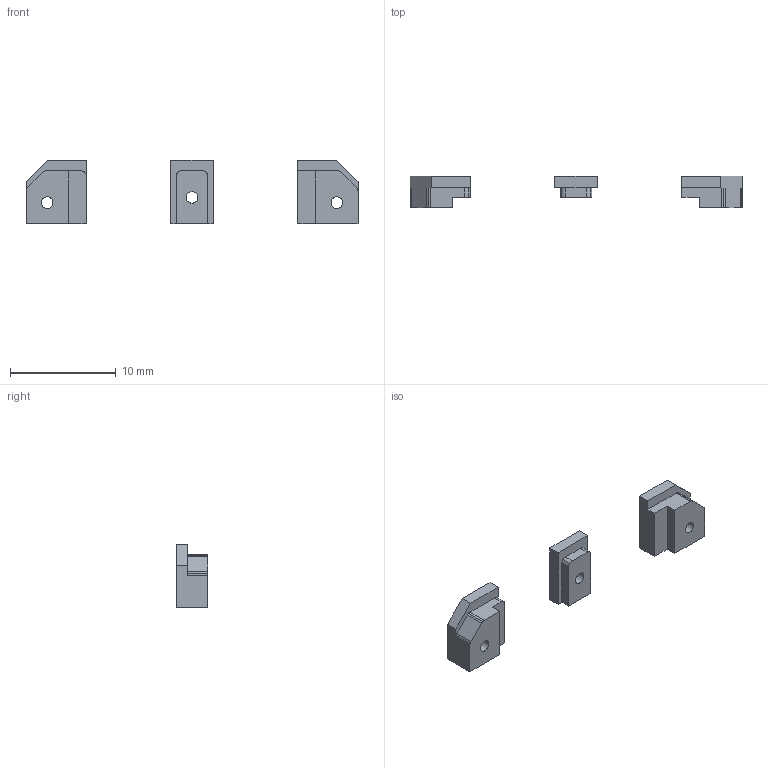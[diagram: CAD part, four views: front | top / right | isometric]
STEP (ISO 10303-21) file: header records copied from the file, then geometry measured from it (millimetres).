
FILE_DESCRIPTION(('STEP AP214'),'1');
FILE_NAME('parts.stp','2023-06-19T03:20:31',(' '),(' '),'Spatial InterOp 3D',' ',' ');
FILE_SCHEMA(('AUTOMOTIVE_DESIGN { 1 0 10303 214 1 1 1 1 }'));
Length unit declared in the file: metre
Products named in the file (1): Solid
Bounding box: 31.4 x 3 x 6 mm (x, y, z)
Volume: 180.9 mm3; surface area: 364 mm2
Topology: 3 solids, 3 shells, 75 faces, 198 edges, 132 vertices
Faces by surface type: plane 55, cylinder 20
Entity records: 2373 total; most frequent: CARTESIAN_POINT 408, ORIENTED_EDGE 396, DIRECTION 394, EDGE_CURVE 198, LINE 158, VECTOR 158, VERTEX_POINT 132, AXIS2_PLACEMENT_3D 118
